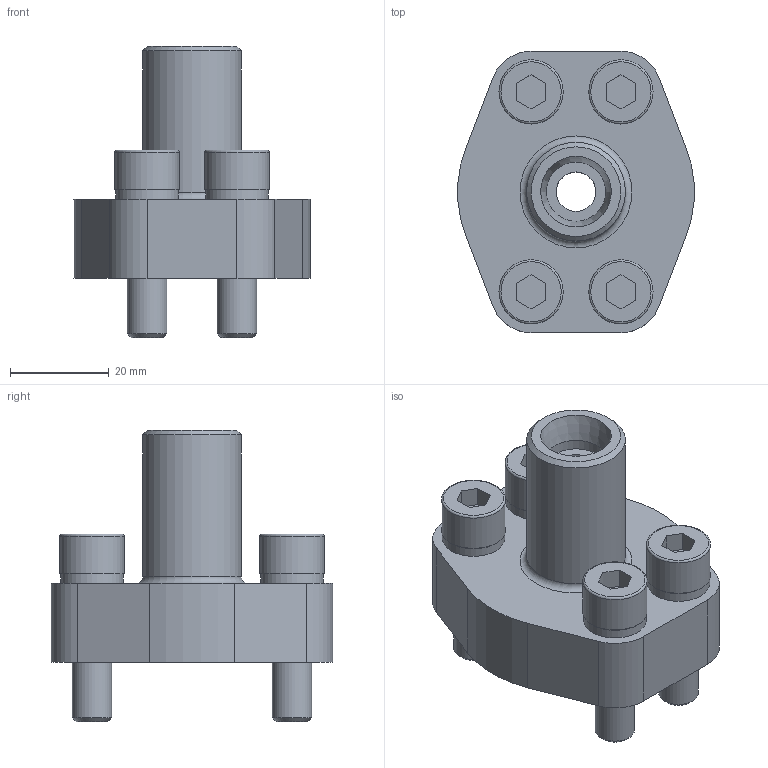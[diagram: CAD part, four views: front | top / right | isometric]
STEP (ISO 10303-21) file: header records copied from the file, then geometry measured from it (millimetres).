
FILE_DESCRIPTION(/* description */ ('STEP AP203'),/* implementation_level */ '2;1');
FILE_NAME(/* name */ 'SAE-Flange AFM 13-6-12-01',/* time_stamp */ '2023-05-31T16:10:12+02:00',/* author */ ('License CC BY-ND 4.0'),/* organization */ ('CADENAS'),/* preprocessor_version */ 'ST-DEVELOPER v19.3',/* originating_system */ 'PARTsolutions',/* authorisation */ ' ');
FILE_SCHEMA (('CONFIG_CONTROL_DESIGN'));
Length unit declared in the file: millimetre
Products named in the file (1): SAE-Flansch AFM 13-6-12-01
Bounding box: 47.87 x 57 x 59 mm (x, y, z)
Volume: 48999.6 mm3; surface area: 17948.3 mm2
Topology: 1 solids, 3 shells, 109 faces, 221 edges, 143 vertices
Faces by surface type: plane 61, cylinder 33, torus 8, cone 7
Full cylindrical faces by diameter (mm): 8 x5, 8.1 x4, 9 x4, 12 x1, 12.7 x4, 13 x4, 18.84 x2, 20 x1, 25.5 x2
Entity records: 3409 total; most frequent: DIRECTION 476, CARTESIAN_POINT 426, ORIENTED_EDGE 352, AXIS2_PLACEMENT_3D 190, EDGE_LOOP 182, FACE_BOUND 182, EDGE_CURVE 176, VERTEX_POINT 140
